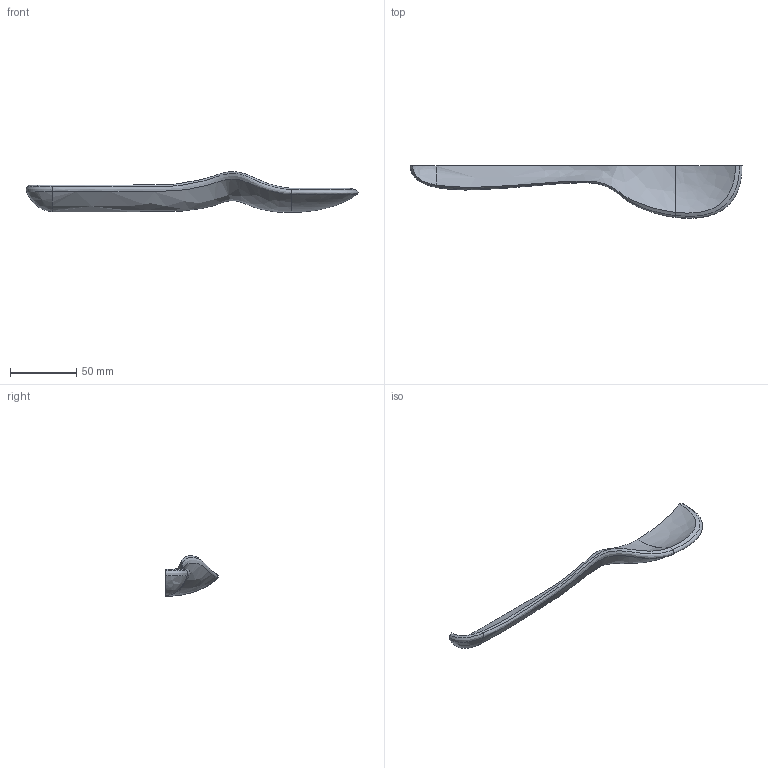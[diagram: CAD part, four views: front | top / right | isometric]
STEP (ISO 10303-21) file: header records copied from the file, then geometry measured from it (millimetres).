
FILE_DESCRIPTION(('FreeCAD Model'),'2;1');
FILE_NAME('Open CASCADE Shape Model','2022-05-26T01:17:41',('Author'),( ''),'Open CASCADE STEP processor 7.5','FreeCAD','Unknown');
FILE_SCHEMA(('AUTOMOTIVE_DESIGN { 1 0 10303 214 1 1 1 1 }'));
Length unit declared in the file: millimetre
Products named in the file (1): Fusion
Bounding box: 249.76 x 39.68 x 30.67 mm (x, y, z)
Volume: 44211.4 mm3; surface area: 17061.4 mm2
Topology: 1 solids, 1 shells, 24 faces, 64 edges, 39 vertices
Faces by surface type: bspline 15, plane 9
Entity records: 5358 total; most frequent: CARTESIAN_POINT 4463, ORIENTED_EDGE 122, PCURVE 122, DEFINITIONAL_REPRESENTATION 122, B_SPLINE_CURVE_WITH_KNOTS 78, DIRECTION 71, EDGE_CURVE 61, SURFACE_CURVE 61
